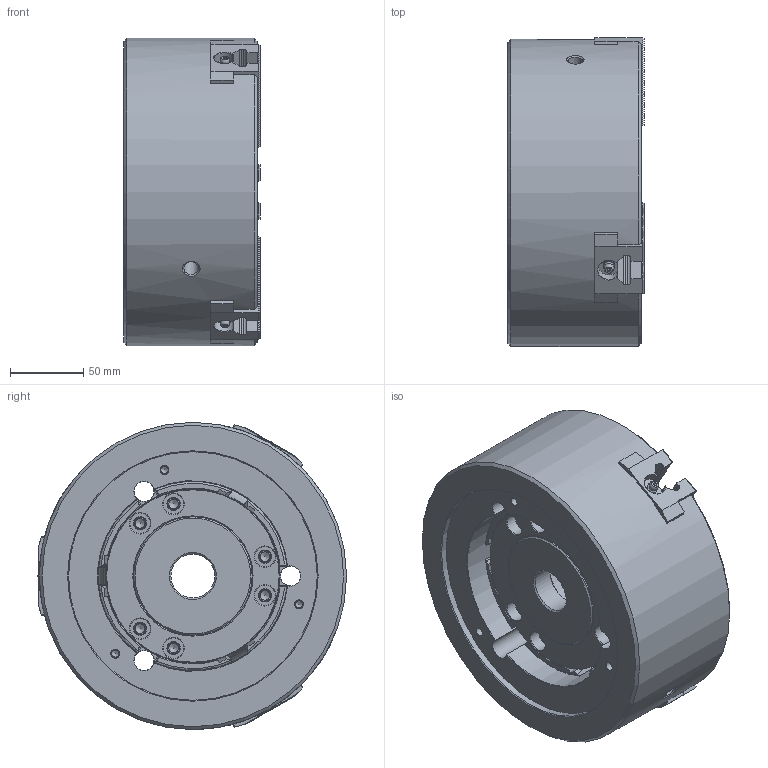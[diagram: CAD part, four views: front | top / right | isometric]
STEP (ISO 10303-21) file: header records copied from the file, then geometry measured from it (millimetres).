
FILE_DESCRIPTION(/* description */ ('Unknown'),/* implementation_level */ '2;1');
FILE_NAME(/* name */ 'BB208-SOLID',/* time_stamp */ '2018-04-23T14:10:46+01:00',/* author */ ('Unknown'),/* organization */ ('Unknown'),/* preprocessor_version */ 'ST-DEVELOPER v16.7',/* originating_system */ 'DEX',/* authorisation */ $);
FILE_SCHEMA (('AUTOMOTIVE_DESIGN {1 0 10303 214 3 1 1}'));
Products named in the file (1): BB208
Bounding box: 93 x 211.21 x 210 mm (x, y, z)
Volume: 2432418.5 mm3; surface area: 273284.3 mm2
Topology: 1 solids, 6 shells, 1986 faces, 5992 edges, 3878 vertices
Faces by surface type: plane 1405, cylinder 271, cone 188, bspline 72, torus 38, sphere 12
Full cylindrical faces by diameter (mm): 2 x3, 3 x3, 3.8 x27, 4.134 x3, 4.917 x6, 5 x4, 5.5 x3, 6 x10, 6.647 x6, 8 x6, 9 x6, 10 x5, 10.6 x2, 13.5 x3, 14 x6, 20 x3, 30 x1, 66 x1, 68 x1, 75.3 x1, 78.8 x1, 79 x1, 81 x2, 86.9 x1, 118.7 x1, 170 x1, 210 x1
Entity records: 79690 total; most frequent: CARTESIAN_POINT 13658, ORIENTED_EDGE 11222, DIRECTION 10171, EDGE_CURVE 5611, LINE 4027, VECTOR 4027, VERTEX_POINT 3765, AXIS2_PLACEMENT_3D 3072
